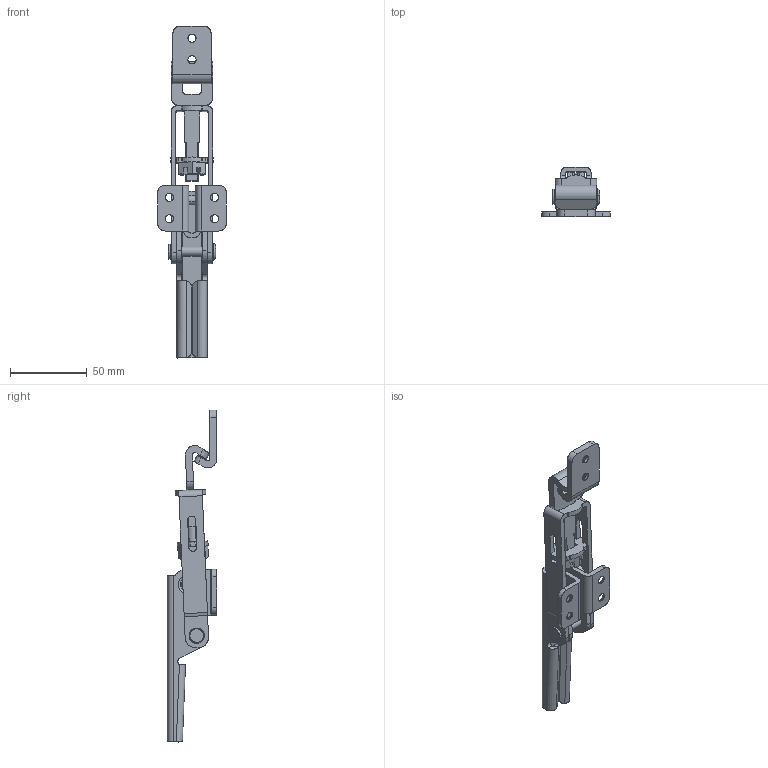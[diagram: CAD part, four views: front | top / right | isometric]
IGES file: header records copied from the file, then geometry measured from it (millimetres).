
Start section: SolidWorks IGES file using analytic representation for surfaces
Global section: file name: C-621-2.IGS,15; native system: HSolidWorks 2014; preprocessor: SolidWorks 2014; author: 1337yo; date: 190115.154226; units: millimetre
Bounding box: 45 x 32.5 x 217 mm (x, y, z)
Surface area: 37518.2 mm2 (no closed solid volume)
Topology: 0 solids, 0 shells, 350 faces, 4582 edges, 4578 vertices
Faces by surface type: revolution 181, bspline 169
